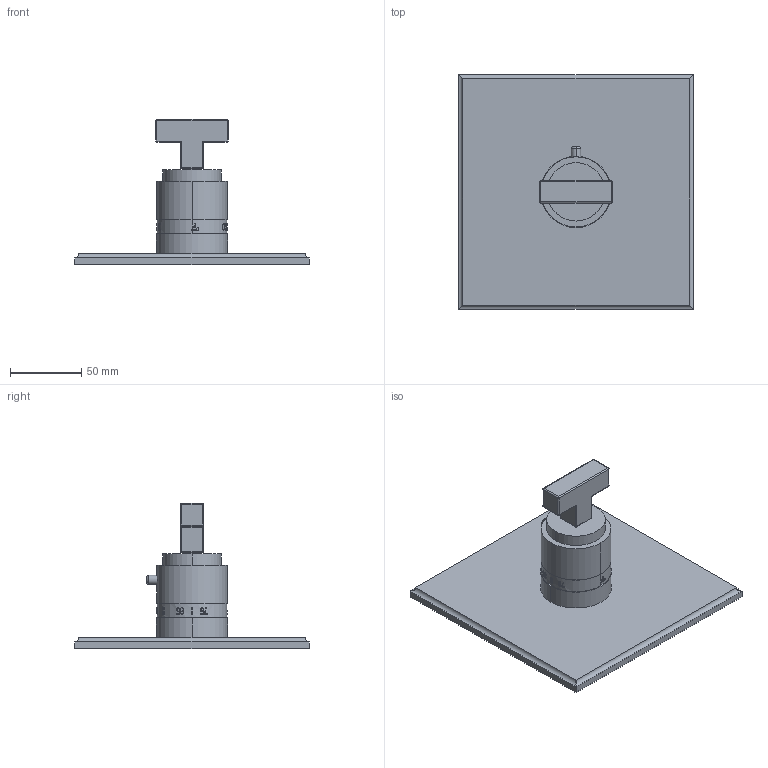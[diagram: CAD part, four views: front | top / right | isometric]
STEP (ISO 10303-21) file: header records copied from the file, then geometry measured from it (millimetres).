
FILE_DESCRIPTION((''),'2;1');
FILE_NAME('3-2024TS','2020-12-04T10:08:32',('jinson.thomas'),(''),'CREO PARAMETRIC BY PTC INC, 2018400','CREO PARAMETRIC BY PTC INC, 2018400','');
FILE_SCHEMA(('CONFIG_CONTROL_DESIGN'));
Length unit declared in the file: inch
Products named in the file (1): 3-2024TS
Bounding box: 165.1 x 165.1 x 102.21 mm (x, y, z)
Volume: 337833 mm3; surface area: 72597 mm2
Topology: 1 solids, 1 shells, 422 faces, 1140 edges, 741 vertices
Faces by surface type: plane 341, cylinder 61, sphere 14, torus 6
Entity records: 13346 total; most frequent: CARTESIAN_POINT 3401, ORIENTED_EDGE 2276, DIRECTION 1742, EDGE_CURVE 1138, VERTEX_POINT 741, AXIS2_PLACEMENT_3D 614, VECTOR 514, LINE 514
